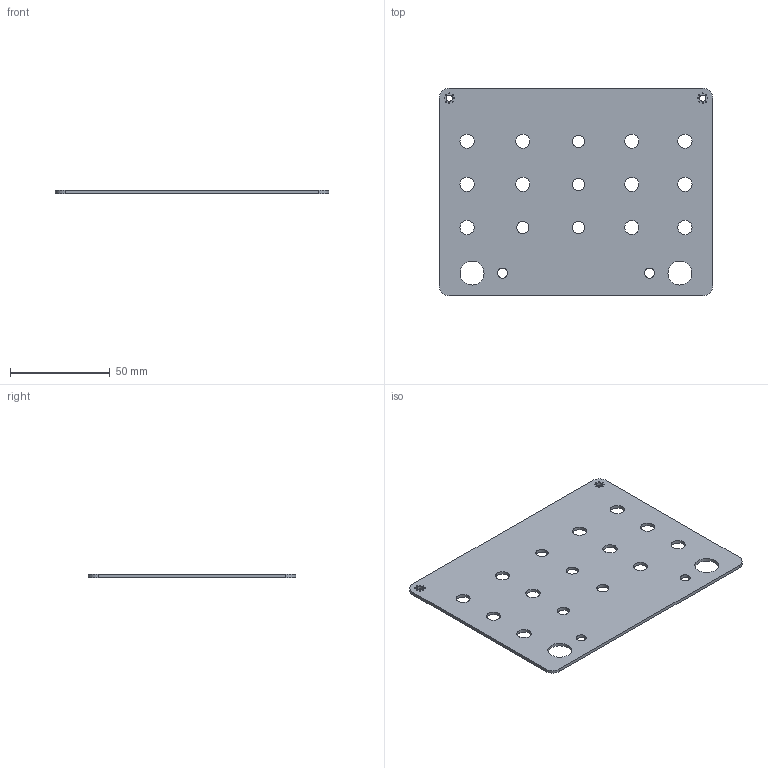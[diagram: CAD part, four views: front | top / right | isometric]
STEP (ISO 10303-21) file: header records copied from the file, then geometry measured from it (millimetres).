
FILE_DESCRIPTION(('KiCad electronic assembly'),'2;1');
FILE_NAME('stereo_whooshy_sound_front_panel-3D.step', '2022-07-13T12:19:33',('Pcbnew'),('Kicad'), 'Open CASCADE STEP processor 7.5','KiCad to STEP converter','Unknown' );
FILE_SCHEMA(('AUTOMOTIVE_DESIGN { 1 0 10303 214 1 1 1 1 }'));
Length unit declared in the file: millimetre
Products named in the file (2): stereo_whooshy_sound_front_panel-3D 1; stereo_whooshy_sound_front_panel PCB
Assembly tree (1 placements, depth 2):
  stereo_whooshy_sound_front_panel-3D 1
    stereo_whooshy_sound_front_panel PCB
Bounding box: 137.16 x 104.14 x 1.6 mm (x, y, z)
Volume: 21476.8 mm3; surface area: 28363.7 mm2
Topology: 1 solids, 1 shells, 47 faces, 135 edges, 90 vertices
Faces by surface type: cylinder 41, plane 6
Full cylindrical faces by diameter (mm): 0.5 x16, 3.2 x2, 5.1 x2, 6.1 x4, 7.1 x11, 12 x2
Entity records: 3541 total; most frequent: DIRECTION 585, CARTESIAN_POINT 544, ORIENTED_EDGE 270, PCURVE 270, DEFINITIONAL_REPRESENTATION 270, LINE 241, VECTOR 241, CIRCLE 164
